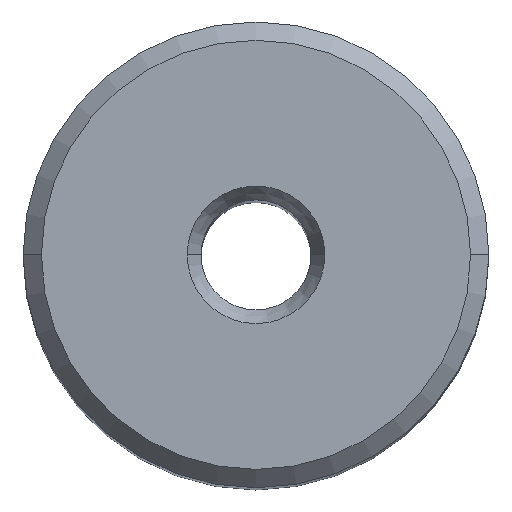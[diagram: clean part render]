
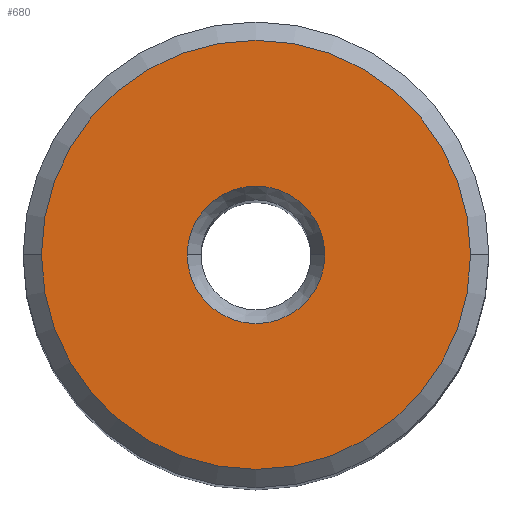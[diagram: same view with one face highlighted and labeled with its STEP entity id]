
A CAD part, top view. The second image highlights one B-rep face of the part: STEP entity #680.
In plain terms, the highlighted planar face has unit normal (0, 0, 1).
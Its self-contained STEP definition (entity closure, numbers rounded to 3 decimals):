
#133=CARTESIAN_POINT('',(0.,0.,0.));
#134=DIRECTION('',(0.,0.,-1.));
#135=DIRECTION('',(1.,0.,0.));
#136=AXIS2_PLACEMENT_3D('',#133,#134,#135);
#141=CARTESIAN_POINT('',(0.,0.,0.));
#142=DIRECTION('',(0.,0.,-1.));
#143=DIRECTION('',(0.,-1.,0.));
#144=AXIS2_PLACEMENT_3D('',#141,#142,#143);
#149=CARTESIAN_POINT('',(0.,0.,0.));
#150=DIRECTION('',(0.,0.,-1.));
#151=DIRECTION('',(-1.,0.,0.));
#152=AXIS2_PLACEMENT_3D('',#149,#150,#151);
#157=CARTESIAN_POINT('',(0.,0.,0.));
#158=DIRECTION('',(0.,0.,-1.));
#159=DIRECTION('',(0.,1.,0.));
#160=AXIS2_PLACEMENT_3D('',#157,#158,#159);
#165=CARTESIAN_POINT('',(0.,0.,0.));
#166=DIRECTION('',(0.,0.,1.));
#167=DIRECTION('',(-1.,0.,0.));
#168=AXIS2_PLACEMENT_3D('',#165,#166,#167);
#173=CARTESIAN_POINT('',(0.,0.,0.));
#174=DIRECTION('',(0.,0.,1.));
#175=DIRECTION('',(1.,0.,0.));
#176=AXIS2_PLACEMENT_3D('',#173,#174,#175);
#501=CARTESIAN_POINT('',(11.7,0.,0.));
#502=VERTEX_POINT('',#501);
#503=CARTESIAN_POINT('',(0.,11.7,0.));
#504=VERTEX_POINT('',#503);
#505=CARTESIAN_POINT('',(-11.7,0.,0.));
#506=VERTEX_POINT('',#505);
#509=CARTESIAN_POINT('',(0.,-11.7,0.));
#510=VERTEX_POINT('',#509);
#511=CARTESIAN_POINT('',(-3.75,0.,0.));
#512=CARTESIAN_POINT('',(3.75,0.,0.));
#513=VERTEX_POINT('',#511);
#514=VERTEX_POINT('',#512);
#663=CARTESIAN_POINT('',(0.,0.,0.));
#664=DIRECTION('',(0.,0.,-1.));
#665=DIRECTION('',(1.,0.,0.));
#666=AXIS2_PLACEMENT_3D('',#663,#664,#665);
#667=PLANE('',#666);
#668=ORIENTED_EDGE('',*,*,#644,.T.);
#669=ORIENTED_EDGE('',*,*,#642,.T.);
#670=ORIENTED_EDGE('',*,*,#625,.T.);
#671=ORIENTED_EDGE('',*,*,#623,.T.);
#672=EDGE_LOOP('',(#668,#669,#670,#671));
#673=FACE_OUTER_BOUND('',#672,.F.);
#675=ORIENTED_EDGE('',*,*,#674,.T.);
#677=ORIENTED_EDGE('',*,*,#676,.T.);
#678=EDGE_LOOP('',(#675,#677));
#679=FACE_BOUND('',#678,.F.);
#137=CIRCLE('',#136,11.7);
#145=CIRCLE('',#144,11.7);
#153=CIRCLE('',#152,11.7);
#161=CIRCLE('',#160,11.7);
#169=CIRCLE('',#168,3.75);
#177=CIRCLE('',#176,3.75);
#623=EDGE_CURVE('',#504,#502,#161,.T.);
#625=EDGE_CURVE('',#506,#504,#153,.T.);
#642=EDGE_CURVE('',#510,#506,#145,.T.);
#644=EDGE_CURVE('',#502,#510,#137,.T.);
#674=EDGE_CURVE('',#513,#514,#169,.T.);
#676=EDGE_CURVE('',#514,#513,#177,.T.);
#680=ADVANCED_FACE('',(#673,#679),#667,.F.);
